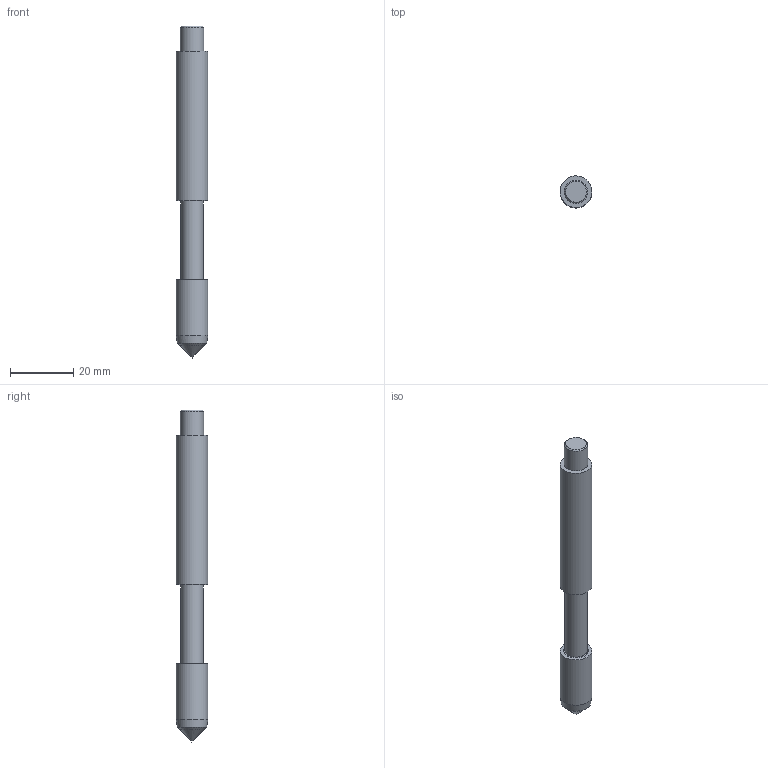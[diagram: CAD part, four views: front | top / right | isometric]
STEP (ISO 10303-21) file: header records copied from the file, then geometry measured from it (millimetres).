
FILE_DESCRIPTION ((), '3-D model version:1');
FILE_NAME ('E317M10X1.25', '2012-03-22T12:01:02', ('InteractiveCad'), ('AB Sandvik Coromant'), 'HarmonyWare STEP v1.4.9', 'T3D tool generator', '');
FILE_SCHEMA (('CONFIG_CONTROL_DESIGN'));
Length unit declared in the file: millimetre
Products named in the file (2): product-name
Bounding box: 9.99 x 9.99 x 104.7 mm (x, y, z)
Volume: 6666.4 mm3; surface area: 4170.9 mm2
Topology: 2 solids, 2 shells, 16 faces, 30 edges, 16 vertices
Faces by surface type: bspline 16
Entity records: 771 total; most frequent: CARTESIAN_POINT 411, ORIENTED_EDGE 58, EDGE_CURVE 29, EDGE_LOOP 17, VERTEX_POINT 16, FACE_OUTER_BOUND 16, ADVANCED_FACE 16, PERSON 16
